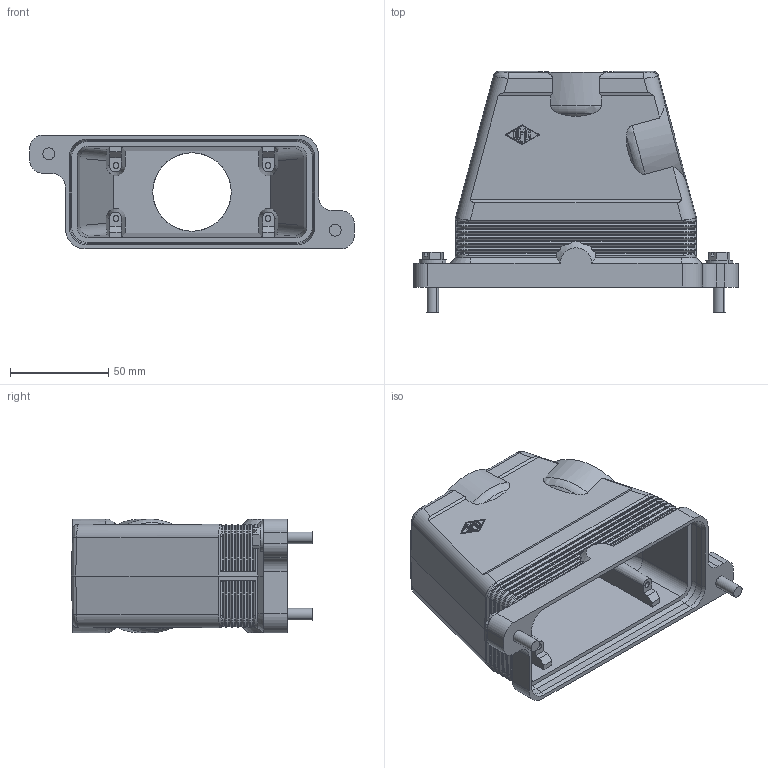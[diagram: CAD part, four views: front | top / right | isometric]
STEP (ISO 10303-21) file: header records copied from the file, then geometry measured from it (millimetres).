
FILE_DESCRIPTION(('Creo Elements/Direct Modeling STEP Export'),'2;1');
FILE_NAME('0ln7tug4eb6b5ml3732','2017-12-22T12:44:45',(''),(''),'PTC Creo Elements/Direct Modeling STEP processor for AP214 (Solid Model)','PTC Creo Elements/Direct Modeling 19.0E 27-Jun-2016 (C) Parametric Technology GmbH','');
FILE_SCHEMA(('AUTOMOTIVE_DESIGN { 1 0 10303 214 1 1 1 1 }'));
Products named in the file (2): MGVE_16.40
Assembly tree (1 placements, depth 2):
  MGVE_16.40
    MGVE_16.40
Bounding box: 165.5 x 123 x 58 mm (x, y, z)
Volume: 182934.2 mm3; surface area: 84090.7 mm2
Topology: 1 solids, 1 shells, 534 faces, 1321 edges, 806 vertices
Faces by surface type: plane 254, cylinder 124, extrusion 74, bspline 56, cone 22, torus 4
Entity records: 39348 total; most frequent: CARTESIAN_POINT 23738, ORIENTED_EDGE 2642, DIRECTION 2064, EDGE_CURVE 1321, VECTOR 852, VERTEX_POINT 806, LINE 776, AXIS2_PLACEMENT_3D 606
